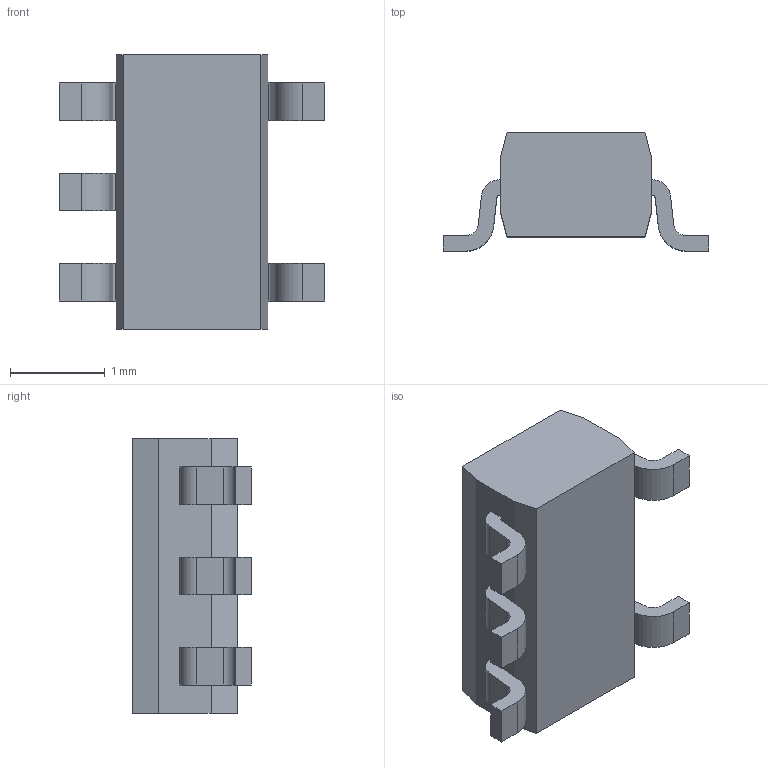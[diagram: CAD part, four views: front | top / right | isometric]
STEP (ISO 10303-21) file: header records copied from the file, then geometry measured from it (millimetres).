
FILE_DESCRIPTION (( 'STEP AP214' ), '1' );
FILE_NAME ( 'SOT23-5N.step', '2020-2-7T22:58:58', ( '' ), ( '' ), 'EDABuilder', 'EMA Design Automation', '' );
FILE_SCHEMA (( 'AUTOMOTIVE_DESIGN' ));
Length unit declared in the file: millimetre
Products named in the file (1): face1_BC
Bounding box: 2.8 x 1.25 x 2.9 mm (x, y, z)
Volume: 5.3 mm3; surface area: 24.7 mm2
Topology: 6 solids, 6 shells, 80 faces, 204 edges, 136 vertices
Faces by surface type: plane 60, cylinder 20
Entity records: 2588 total; most frequent: CARTESIAN_POINT 427, DIRECTION 418, ORIENTED_EDGE 408, EDGE_CURVE 204, LINE 164, VECTOR 164, VERTEX_POINT 136, AXIS2_PLACEMENT_3D 127
